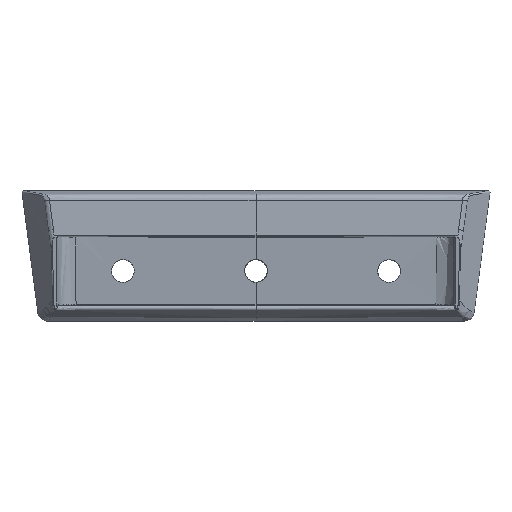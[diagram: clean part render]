
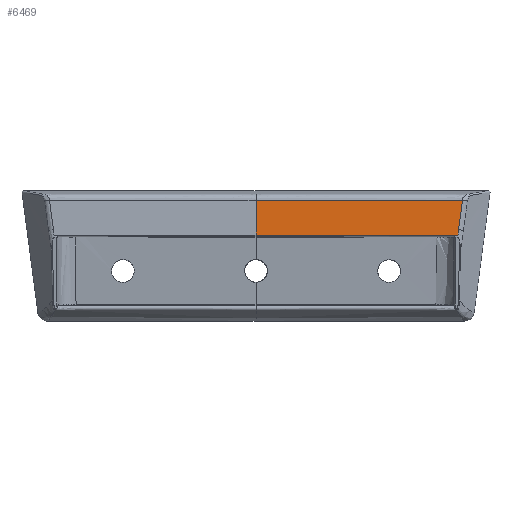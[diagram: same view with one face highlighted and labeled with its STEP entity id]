
A CAD part, top view. The second image highlights one B-rep face of the part: STEP entity #6469.
In plain terms, the highlighted planar face has unit normal (0, 0, -1).
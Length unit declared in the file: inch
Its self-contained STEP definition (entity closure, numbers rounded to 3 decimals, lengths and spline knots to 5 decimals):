
#176 = CARTESIAN_POINT ( 'NONE',  ( 3.03311, 1.7794, 0.42039 ) ) ;
#177 = CARTESIAN_POINT ( 'NONE',  ( 3.0342, 1.78737, 0.4204 ) ) ;
#178 = CARTESIAN_POINT ( 'NONE',  ( 3.03774, 1.81397, 0.4204 ) ) ;
#183 = CARTESIAN_POINT ( 'NONE',  ( 3.04376, 1.8592, 0.42044 ) ) ;
#221 = CARTESIAN_POINT ( 'NONE',  ( 3.04376, 1.8592, 0.42044 ) ) ;
#222 = CARTESIAN_POINT ( 'NONE',  ( 3.0634, 2.00708, 0.4204 ) ) ;
#223 = CARTESIAN_POINT ( 'NONE',  ( 3.08304, 2.15496, 0.4204 ) ) ;
#233 = CARTESIAN_POINT ( 'NONE',  ( 3.10269, 2.30284, 0.4204 ) ) ;
#661 = CARTESIAN_POINT ( 'NONE',  ( 3.08127, 2.30283, 0.4204 ) ) ;
#662 = CARTESIAN_POINT ( 'NONE',  ( 2.05418, 2.30282, 0.42042 ) ) ;
#663 = CARTESIAN_POINT ( 'NONE',  ( 1.02709, 2.30281, 0.42043 ) ) ;
#744 = CARTESIAN_POINT ( 'NONE',  ( 0., 2.3028, 0.42045 ) ) ;
#1872 = B_SPLINE_CURVE_WITH_KNOTS ( 'NONE', 3,
 ( #233, #223, #222, #221 ),
 .UNSPECIFIED., .F., .F.,
 ( 4, 4 ),
 ( 0., 1. ),
 .UNSPECIFIED. ) ;
#2171 = AXIS2_PLACEMENT_3D ( 'NONE', #13384, #13407, #13408 ) ;
#2433 = EDGE_CURVE ( 'NONE', #7073, #7066, #7188, .T. ) ;
#2443 = EDGE_CURVE ( 'NONE', #7030, #7022, #5298, .T. ) ;
#2451 = EDGE_CURVE ( 'NONE', #6987, #7073, #5294, .T. ) ;
#2471 = EDGE_CURVE ( 'NONE', #7014, #6987, #5282, .T. ) ;
#4140 = EDGE_CURVE ( 'NONE', #7066, #7030, #6395, .T. ) ;
#4290 = EDGE_CURVE ( 'NONE', #7022, #7021, #1872, .T. ) ;
#4314 = EDGE_CURVE ( 'NONE', #7021, #7014, #6428, .T. ) ;
#5193 = FACE_OUTER_BOUND ( 'NONE', #14029, .T. ) ;
#5282 = B_SPLINE_CURVE_WITH_KNOTS ( 'NONE', 3,
 ( #12098, #12064, #12063, #12062 ),
 .UNSPECIFIED., .F., .F.,
 ( 4, 4 ),
 ( 0., 1. ),
 .UNSPECIFIED. ) ;
#5294 = B_SPLINE_CURVE_WITH_KNOTS ( 'NONE', 3,
 ( #12250, #12237, #12236, #12235 ),
 .UNSPECIFIED., .F., .F.,
 ( 4, 4 ),
 ( 0., 1. ),
 .UNSPECIFIED. ) ;
#5298 = B_SPLINE_CURVE_WITH_KNOTS ( 'NONE', 3,
 ( #12259, #12253, #12252, #12251 ),
 .UNSPECIFIED., .F., .F.,
 ( 4, 4 ),
 ( 0., 1. ),
 .UNSPECIFIED. ) ;
#6395 = B_SPLINE_CURVE_WITH_KNOTS ( 'NONE', 3,
 ( #744, #663, #662, #661 ),
 .UNSPECIFIED., .F., .F.,
 ( 4, 4 ),
 ( 0., 1. ),
 .UNSPECIFIED. ) ;
#6428 = B_SPLINE_CURVE_WITH_KNOTS ( 'NONE', 3,
 ( #183, #178, #177, #176 ),
 .UNSPECIFIED., .F., .F.,
 ( 4, 4 ),
 ( 0., 1. ),
 .UNSPECIFIED. ) ;
#6469 = ADVANCED_FACE ( 'NONE', ( #5193 ), #13394, .T. ) ;
#6987 = VERTEX_POINT ( 'NONE', #9847 ) ;
#7014 = VERTEX_POINT ( 'NONE', #9874 ) ;
#7021 = VERTEX_POINT ( 'NONE', #9881 ) ;
#7022 = VERTEX_POINT ( 'NONE', #9882 ) ;
#7030 = VERTEX_POINT ( 'NONE', #9890 ) ;
#7066 = VERTEX_POINT ( 'NONE', #9926 ) ;
#7073 = VERTEX_POINT ( 'NONE', #9933 ) ;
#7188 = LINE ( 'NONE', #12156, #7329 ) ;
#7329 = VECTOR ( 'NONE', #12285, 39.37008 ) ;
#9847 = CARTESIAN_POINT ( 'NONE',  ( 3.0004, 1.7794, 0.42041 ) ) ;
#9874 = CARTESIAN_POINT ( 'NONE',  ( 3.03311, 1.7794, 0.42039 ) ) ;
#9881 = CARTESIAN_POINT ( 'NONE',  ( 3.04376, 1.8592, 0.42044 ) ) ;
#9882 = CARTESIAN_POINT ( 'NONE',  ( 3.10269, 2.30284, 0.4204 ) ) ;
#9890 = CARTESIAN_POINT ( 'NONE',  ( 3.08127, 2.30283, 0.4204 ) ) ;
#9926 = CARTESIAN_POINT ( 'NONE',  ( 0., 2.3028, 0.42045 ) ) ;
#9933 = CARTESIAN_POINT ( 'NONE',  ( 0., 1.7794, 0.42045 ) ) ;
#12062 = CARTESIAN_POINT ( 'NONE',  ( 3.0004, 1.7794, 0.42041 ) ) ;
#12063 = CARTESIAN_POINT ( 'NONE',  ( 3.01131, 1.7794, 0.4204 ) ) ;
#12064 = CARTESIAN_POINT ( 'NONE',  ( 3.02221, 1.7794, 0.4204 ) ) ;
#12098 = CARTESIAN_POINT ( 'NONE',  ( 3.03311, 1.7794, 0.42039 ) ) ;
#12156 = CARTESIAN_POINT ( 'NONE',  ( 0., 1.72706, 0.42045 ) ) ;
#12235 = CARTESIAN_POINT ( 'NONE',  ( 0., 1.7794, 0.42045 ) ) ;
#12236 = CARTESIAN_POINT ( 'NONE',  ( 1.00013, 1.7794, 0.42043 ) ) ;
#12237 = CARTESIAN_POINT ( 'NONE',  ( 2.00027, 1.7794, 0.42042 ) ) ;
#12250 = CARTESIAN_POINT ( 'NONE',  ( 3.0004, 1.7794, 0.42041 ) ) ;
#12251 = CARTESIAN_POINT ( 'NONE',  ( 3.10269, 2.30284, 0.4204 ) ) ;
#12252 = CARTESIAN_POINT ( 'NONE',  ( 3.09555, 2.30284, 0.4204 ) ) ;
#12253 = CARTESIAN_POINT ( 'NONE',  ( 3.08841, 2.30283, 0.4204 ) ) ;
#12259 = CARTESIAN_POINT ( 'NONE',  ( 3.08127, 2.30283, 0.4204 ) ) ;
#12285 = DIRECTION ( 'NONE',  ( 0., 1., 0. ) ) ;
#13384 = CARTESIAN_POINT ( 'NONE',  ( -0.31027, 1.72706, 0.42045 ) ) ;
#13394 = PLANE ( 'NONE',  #2171 ) ;
#13407 = DIRECTION ( 'NONE',  ( 0., 0., -1. ) ) ;
#13408 = DIRECTION ( 'NONE',  ( -1., 0., 0. ) ) ;
#14029 = EDGE_LOOP ( 'NONE', ( #14186, #14159, #14150, #14208, #14207, #14289, #14184 ) ) ;
#14150 = ORIENTED_EDGE ( 'NONE', *, *, #4290, .T. ) ;
#14159 = ORIENTED_EDGE ( 'NONE', *, *, #2443, .T. ) ;
#14184 = ORIENTED_EDGE ( 'NONE', *, *, #2433, .T. ) ;
#14186 = ORIENTED_EDGE ( 'NONE', *, *, #4140, .T. ) ;
#14207 = ORIENTED_EDGE ( 'NONE', *, *, #2471, .T. ) ;
#14208 = ORIENTED_EDGE ( 'NONE', *, *, #4314, .T. ) ;
#14289 = ORIENTED_EDGE ( 'NONE', *, *, #2451, .T. ) ;
